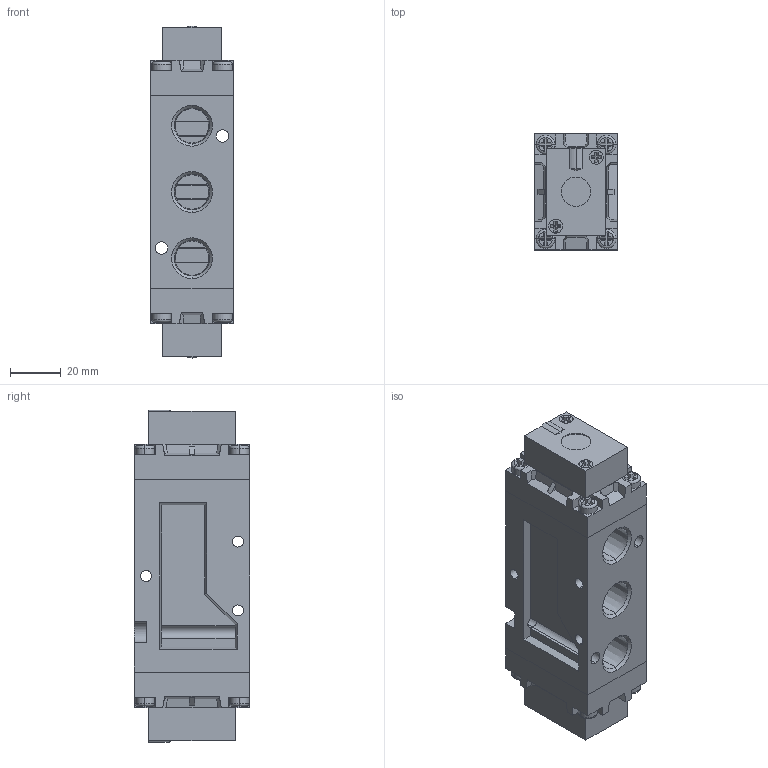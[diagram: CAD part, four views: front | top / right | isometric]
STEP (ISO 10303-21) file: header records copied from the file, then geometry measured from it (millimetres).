
FILE_DESCRIPTION (( 'STEP AP203' ), '1' );
FILE_NAME ('SFP5200.STEP', '2016-01-13T02:40:57', ( 'yrd8' ), ( 'Hewlett-Packard Company' ), 'SwSTEP 2.0', 'SolidWorks 2008', '' );
FILE_SCHEMA (( 'CONFIG_CONTROL_DESIGN' ));
Length unit declared in the file: millimetre
Products named in the file (4): SFP5200; SFP5000 Body; SFP5000 Pilot_ル遽; SFP5000 PPS Semi_晦獄 撲薑
Assembly tree (5 placements, depth 2):
  SFP5200
    SFP5000 PPS Semi_晦獄 撲薑  x2
    SFP5000 Pilot_ル遽  x2
    SFP5000 Body
Bounding box: 32.5 x 45.5 x 130.3 mm (x, y, z)
Volume: 145428.2 mm3; surface area: 39701.4 mm2
Topology: 5 solids, 5 shells, 487 faces, 1318 edges, 866 vertices
Faces by surface type: plane 371, cylinder 74, cone 24, torus 18
Entity records: 9750 total; most frequent: CARTESIAN_POINT 1864, ORIENTED_EDGE 1586, DIRECTION 1488, EDGE_CURVE 793, LINE 540, VECTOR 540, VERTEX_POINT 522, AXIS2_PLACEMENT_3D 474
